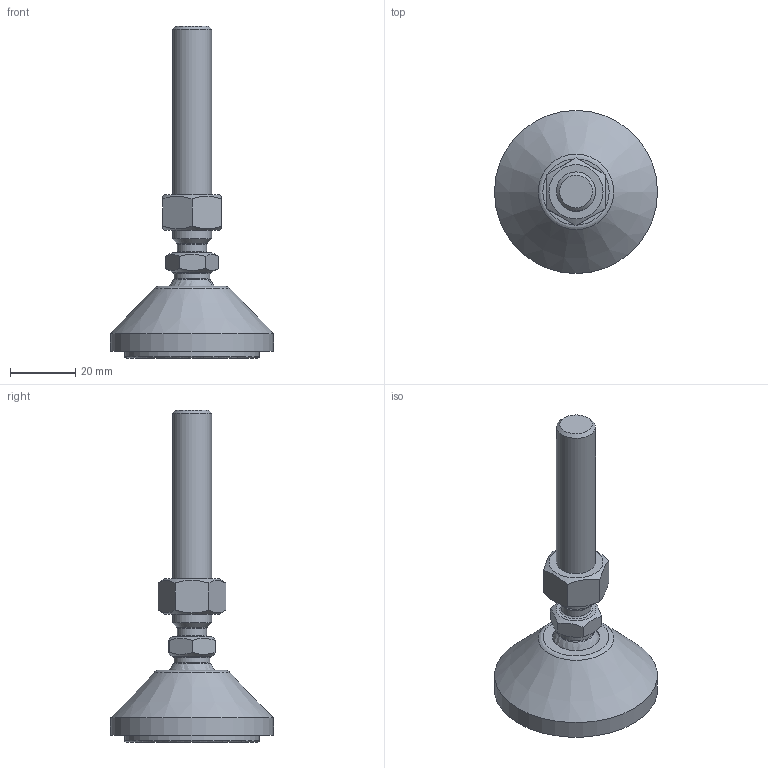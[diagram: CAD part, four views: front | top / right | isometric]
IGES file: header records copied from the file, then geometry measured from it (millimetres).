
Global section: file name: 405012L.stp.ipt; native system: Autodesk Inventor 2014; preprocessor: unknown; author: zeman; date: 20151020.095948; units: millimetre
Bounding box: 50 x 50 x 101.81 mm (x, y, z)
Volume: 34109.6 mm3; surface area: 17088.3 mm2
Topology: 4 solids, 4 shells, 89 faces, 221 edges, 150 vertices
Faces by surface type: plane 54, revolution 12, sphere 9, cone 7, cylinder 6, bspline 1
Full cylindrical faces by diameter (mm): 9 x1, 11 x1, 12 x1, 14.25 x1, 41.3 x1, 50 x1
